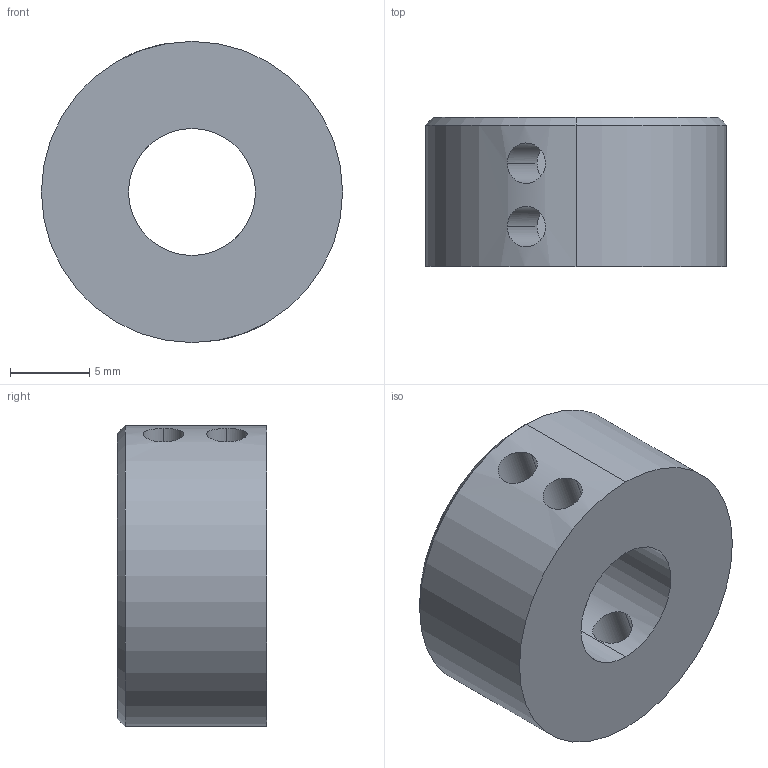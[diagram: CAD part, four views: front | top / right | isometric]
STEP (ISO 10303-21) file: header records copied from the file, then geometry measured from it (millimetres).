
FILE_DESCRIPTION (( 'STEP AP214' ), '1' );
FILE_NAME ('RCDT-PR-008 Guard Shaft Collar R0.STEP', '2025-04-07T21:03:36', ( '' ), ( '' ), 'SwSTEP 2.0', 'SolidWorks 2024', '' );
FILE_SCHEMA (( 'AUTOMOTIVE_DESIGN' ));
Length unit declared in the file: millimetre
Products named in the file (1): RCDT-PR-008 Guard Shaft Collar R0
Bounding box: 18.99 x 9.4 x 18.99 mm (x, y, z)
Volume: 1995.7 mm3; surface area: 1489.4 mm2
Topology: 1 solids, 1 shells, 28 faces, 68 edges, 40 vertices
Faces by surface type: cylinder 16, cone 10, plane 2
Entity records: 1159 total; most frequent: CARTESIAN_POINT 495, ORIENTED_EDGE 128, DIRECTION 128, EDGE_CURVE 64, AXIS2_PLACEMENT_3D 51, EDGE_LOOP 40, VERTEX_POINT 40, FACE_OUTER_BOUND 28
